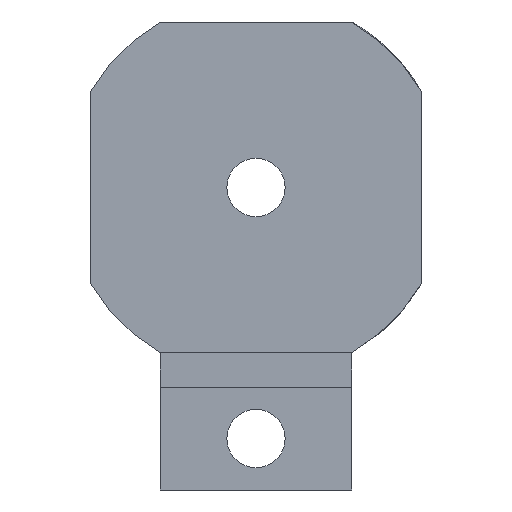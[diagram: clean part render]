
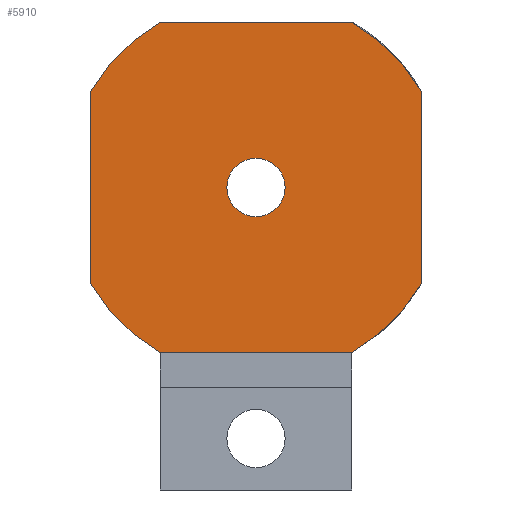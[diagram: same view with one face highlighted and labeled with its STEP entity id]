
A CAD part, front view. The second image highlights one B-rep face of the part: STEP entity #5910.
In plain terms, the highlighted planar face has unit normal (0, -1, 0).
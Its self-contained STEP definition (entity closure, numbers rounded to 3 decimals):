
#279 = VERTEX_POINT ( 'NONE', #8545 ) ;
#328 = EDGE_CURVE ( 'NONE', #7293, #5139, #7337, .T. ) ;
#349 = CIRCLE ( 'NONE', #569, 1.7 ) ;
#371 = CARTESIAN_POINT ( 'NONE',  ( 5.586, -11.75, -9.65 ) ) ;
#438 = EDGE_CURVE ( 'NONE', #6552, #279, #1285, .T. ) ;
#569 = AXIS2_PLACEMENT_3D ( 'NONE', #2491, #2505, #2515 ) ;
#1198 = AXIS2_PLACEMENT_3D ( 'NONE', #8505, #7198, #7185 ) ;
#1285 = CIRCLE ( 'NONE', #4584, 11.15 ) ;
#1315 = AXIS2_PLACEMENT_3D ( 'NONE', #6819, #6762, #6186 ) ;
#1337 = CARTESIAN_POINT ( 'NONE',  ( 5.586, -11.75, -9.65 ) ) ;
#1457 = DIRECTION ( 'NONE',  ( -1., 0., 0. ) ) ;
#1544 = AXIS2_PLACEMENT_3D ( 'NONE', #7961, #7940, #7932 ) ;
#1565 = EDGE_CURVE ( 'NONE', #3635, #5194, #349, .T. ) ;
#2401 = VERTEX_POINT ( 'NONE', #7683 ) ;
#2477 = CIRCLE ( 'NONE', #5810, 11.15 ) ;
#2490 = VERTEX_POINT ( 'NONE', #3039 ) ;
#2491 = CARTESIAN_POINT ( 'NONE',  ( 0., -11.75, 0. ) ) ;
#2505 = DIRECTION ( 'NONE',  ( 0., -1., 0. ) ) ;
#2515 = DIRECTION ( 'NONE',  ( 1., 0., 0. ) ) ;
#2768 = EDGE_LOOP ( 'NONE', ( #6758, #4802 ) ) ;
#2772 = CIRCLE ( 'NONE', #1544, 1.7 ) ;
#2855 = CARTESIAN_POINT ( 'NONE',  ( 0., -11.75, 0. ) ) ;
#2925 = EDGE_CURVE ( 'NONE', #2401, #2490, #7628, .T. ) ;
#3014 = ORIENTED_EDGE ( 'NONE', *, *, #5219, .T. ) ;
#3039 = CARTESIAN_POINT ( 'NONE',  ( 5.586, -11.75, 9.65 ) ) ;
#3381 = ORIENTED_EDGE ( 'NONE', *, *, #2925, .T. ) ;
#3393 = LINE ( 'NONE', #5614, #8499 ) ;
#3493 = DIRECTION ( 'NONE',  ( 1., 0., 0. ) ) ;
#3511 = CARTESIAN_POINT ( 'NONE',  ( 9.65, -11.75, -5.586 ) ) ;
#3517 = DIRECTION ( 'NONE',  ( 0., -1., 0. ) ) ;
#3528 = EDGE_CURVE ( 'NONE', #2490, #6552, #3393, .T. ) ;
#3545 = CARTESIAN_POINT ( 'NONE',  ( -5.586, -11.75, 9.65 ) ) ;
#3635 = VERTEX_POINT ( 'NONE', #4313 ) ;
#3859 = EDGE_CURVE ( 'NONE', #7293, #5473, #2477, .T. ) ;
#3967 = ORIENTED_EDGE ( 'NONE', *, *, #328, .F. ) ;
#4038 = CARTESIAN_POINT ( 'NONE',  ( 0., -11.75, 0. ) ) ;
#4048 = DIRECTION ( 'NONE',  ( 0., -1., 0. ) ) ;
#4068 = DIRECTION ( 'NONE',  ( 1., 0., 0. ) ) ;
#4134 = ORIENTED_EDGE ( 'NONE', *, *, #6131, .T. ) ;
#4216 = LINE ( 'NONE', #3511, #5030 ) ;
#4281 = DIRECTION ( 'NONE',  ( -1., 0., 0. ) ) ;
#4313 = CARTESIAN_POINT ( 'NONE',  ( -1.7, -11.75, 0. ) ) ;
#4320 = EDGE_LOOP ( 'NONE', ( #3967, #4415, #4134, #3381, #6429, #4471, #6708, #3014 ) ) ;
#4356 = DIRECTION ( 'NONE',  ( 0., 0., 1. ) ) ;
#4406 = CARTESIAN_POINT ( 'NONE',  ( -9.65, -11.75, 5.586 ) ) ;
#4415 = ORIENTED_EDGE ( 'NONE', *, *, #3859, .T. ) ;
#4436 = VERTEX_POINT ( 'NONE', #5320 ) ;
#4471 = ORIENTED_EDGE ( 'NONE', *, *, #438, .T. ) ;
#4584 = AXIS2_PLACEMENT_3D ( 'NONE', #5191, #5210, #5234 ) ;
#4606 = AXIS2_PLACEMENT_3D ( 'NONE', #4038, #4048, #4068 ) ;
#4629 = FACE_OUTER_BOUND ( 'NONE', #4320, .T. ) ;
#4635 = FACE_BOUND ( 'NONE', #2768, .T. ) ;
#4802 = ORIENTED_EDGE ( 'NONE', *, *, #1565, .F. ) ;
#5030 = VECTOR ( 'NONE', #4356, 1000. ) ;
#5139 = VERTEX_POINT ( 'NONE', #6775 ) ;
#5191 = CARTESIAN_POINT ( 'NONE',  ( 0., -11.75, 0. ) ) ;
#5194 = VERTEX_POINT ( 'NONE', #8250 ) ;
#5210 = DIRECTION ( 'NONE',  ( 0., -1., 0. ) ) ;
#5219 = EDGE_CURVE ( 'NONE', #4436, #5139, #6821, .T. ) ;
#5234 = DIRECTION ( 'NONE',  ( 1., 0., 0. ) ) ;
#5320 = CARTESIAN_POINT ( 'NONE',  ( -9.65, -11.75, -5.586 ) ) ;
#5473 = VERTEX_POINT ( 'NONE', #7538 ) ;
#5552 = EDGE_CURVE ( 'NONE', #5194, #3635, #2772, .T. ) ;
#5614 = CARTESIAN_POINT ( 'NONE',  ( 5.586, -11.75, 9.65 ) ) ;
#5810 = AXIS2_PLACEMENT_3D ( 'NONE', #2855, #3517, #3493 ) ;
#5910 = ADVANCED_FACE ( 'NONE', ( #4629, #4635 ), #7291, .T. ) ;
#6131 = EDGE_CURVE ( 'NONE', #5473, #2401, #4216, .T. ) ;
#6186 = DIRECTION ( 'NONE',  ( 1., 0., 0. ) ) ;
#6429 = ORIENTED_EDGE ( 'NONE', *, *, #3528, .T. ) ;
#6552 = VERTEX_POINT ( 'NONE', #3545 ) ;
#6708 = ORIENTED_EDGE ( 'NONE', *, *, #7953, .T. ) ;
#6758 = ORIENTED_EDGE ( 'NONE', *, *, #5552, .F. ) ;
#6762 = DIRECTION ( 'NONE',  ( 0., -1., 0. ) ) ;
#6775 = CARTESIAN_POINT ( 'NONE',  ( -5.586, -11.75, -9.65 ) ) ;
#6819 = CARTESIAN_POINT ( 'NONE',  ( 0., -11.75, 0. ) ) ;
#6821 = CIRCLE ( 'NONE', #4606, 11.15 ) ;
#7185 = DIRECTION ( 'NONE',  ( 1., 0., 0. ) ) ;
#7198 = DIRECTION ( 'NONE',  ( 0., -1., 0. ) ) ;
#7291 = PLANE ( 'NONE',  #1198 ) ;
#7293 = VERTEX_POINT ( 'NONE', #371 ) ;
#7337 = LINE ( 'NONE', #1337, #7425 ) ;
#7425 = VECTOR ( 'NONE', #1457, 1000. ) ;
#7538 = CARTESIAN_POINT ( 'NONE',  ( 9.65, -11.75, -5.586 ) ) ;
#7628 = CIRCLE ( 'NONE', #1315, 11.15 ) ;
#7683 = CARTESIAN_POINT ( 'NONE',  ( 9.65, -11.75, 5.586 ) ) ;
#7780 = DIRECTION ( 'NONE',  ( 0., 0., -1. ) ) ;
#7932 = DIRECTION ( 'NONE',  ( 1., 0., 0. ) ) ;
#7940 = DIRECTION ( 'NONE',  ( 0., -1., 0. ) ) ;
#7953 = EDGE_CURVE ( 'NONE', #279, #4436, #8513, .T. ) ;
#7961 = CARTESIAN_POINT ( 'NONE',  ( 0., -11.75, 0. ) ) ;
#8250 = CARTESIAN_POINT ( 'NONE',  ( 1.7, -11.75, 0. ) ) ;
#8414 = VECTOR ( 'NONE', #7780, 1000. ) ;
#8499 = VECTOR ( 'NONE', #4281, 1000. ) ;
#8505 = CARTESIAN_POINT ( 'NONE',  ( 0., -11.75, 0. ) ) ;
#8513 = LINE ( 'NONE', #4406, #8414 ) ;
#8545 = CARTESIAN_POINT ( 'NONE',  ( -9.65, -11.75, 5.586 ) ) ;
